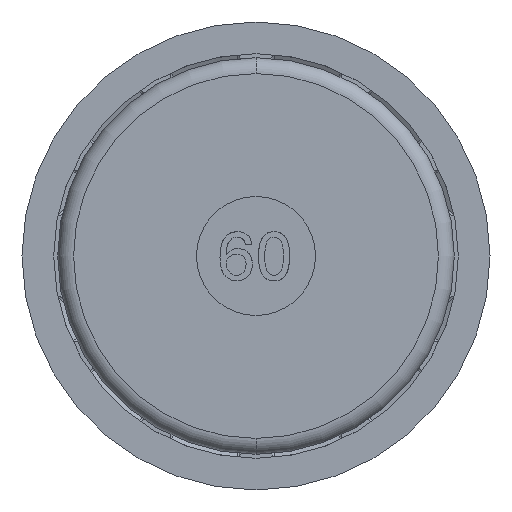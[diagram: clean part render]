
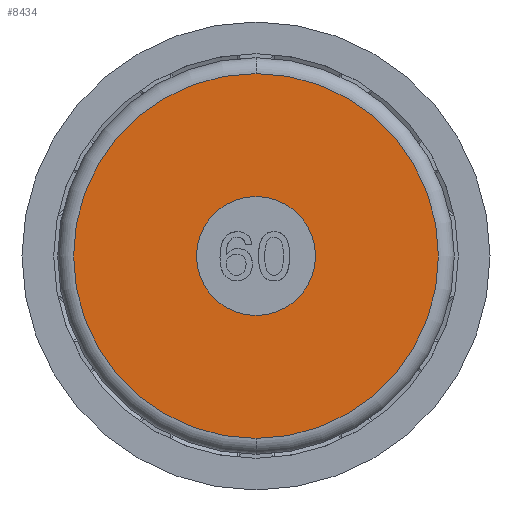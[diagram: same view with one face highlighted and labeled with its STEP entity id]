
A CAD part, front view. The second image highlights one B-rep face of the part: STEP entity #8434.
In plain terms, the highlighted planar face has unit normal (0, -1, 0).
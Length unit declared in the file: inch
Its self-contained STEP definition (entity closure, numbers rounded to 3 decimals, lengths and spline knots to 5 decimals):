
#812 = CARTESIAN_POINT ( 'NONE',  ( 1.88167, 0.56605, 1.56423 ) ) ;
#898 = AXIS2_PLACEMENT_3D ( 'NONE', #4974, #11995, #5991 ) ;
#1159 = DIRECTION ( 'NONE',  ( 0., 1., 0. ) ) ;
#1335 = EDGE_LOOP ( 'NONE', ( #12457, #8002 ) ) ;
#1818 = DIRECTION ( 'NONE',  ( 0., -1., 0. ) ) ;
#1843 = VERTEX_POINT ( 'NONE', #10134 ) ;
#1941 = CARTESIAN_POINT ( 'NONE',  ( 1.58639, 0.56605, 1.56423 ) ) ;
#2117 = ORIENTED_EDGE ( 'NONE', *, *, #2217, .T. ) ;
#2172 = EDGE_CURVE ( 'NONE', #3227, #1843, #5047, .T. ) ;
#2217 = EDGE_CURVE ( 'NONE', #1843, #3227, #4430, .T. ) ;
#2326 = CARTESIAN_POINT ( 'NONE',  ( 1.58639, 0.56605, 1.8595 ) ) ;
#2335 = CARTESIAN_POINT ( 'NONE',  ( 1.58639, 0.56605, 0.65871 ) ) ;
#2341 = AXIS2_PLACEMENT_3D ( 'NONE', #812, #1818, #8775 ) ;
#2392 = FACE_OUTER_BOUND ( 'NONE', #1335, .T. ) ;
#2552 = EDGE_CURVE ( 'NONE', #3366, #2745, #10524, .T. ) ;
#2705 = ORIENTED_EDGE ( 'NONE', *, *, #2172, .T. ) ;
#2745 = VERTEX_POINT ( 'NONE', #2335 ) ;
#2945 = DIRECTION ( 'NONE',  ( 0., 0., -1. ) ) ;
#3227 = VERTEX_POINT ( 'NONE', #2326 ) ;
#3366 = VERTEX_POINT ( 'NONE', #11729 ) ;
#3561 = AXIS2_PLACEMENT_3D ( 'NONE', #7113, #1159, #8110 ) ;
#3947 = AXIS2_PLACEMENT_3D ( 'NONE', #1941, #8897, #2945 ) ;
#4430 = CIRCLE ( 'NONE', #3561, 0.29528 ) ;
#4974 = CARTESIAN_POINT ( 'NONE',  ( 1.58639, 0.56605, 1.56423 ) ) ;
#5047 = CIRCLE ( 'NONE', #898, 0.29528 ) ;
#5795 = DIRECTION ( 'NONE',  ( 0., 1., 0. ) ) ;
#5991 = DIRECTION ( 'NONE',  ( 0., 0., 1. ) ) ;
#7061 = EDGE_LOOP ( 'NONE', ( #2705, #2117 ) ) ;
#7113 = CARTESIAN_POINT ( 'NONE',  ( 1.58639, 0.56605, 1.56423 ) ) ;
#7310 = AXIS2_PLACEMENT_3D ( 'NONE', #11804, #5795, #12824 ) ;
#7375 = FACE_BOUND ( 'NONE', #7061, .T. ) ;
#8002 = ORIENTED_EDGE ( 'NONE', *, *, #2552, .F. ) ;
#8110 = DIRECTION ( 'NONE',  ( 0., 0., 1. ) ) ;
#8434 = ADVANCED_FACE ( 'NONE', ( #7375, #2392 ), #12807, .T. ) ;
#8775 = DIRECTION ( 'NONE',  ( 0., 0., -1. ) ) ;
#8897 = DIRECTION ( 'NONE',  ( 0., 1., 0. ) ) ;
#9966 = EDGE_CURVE ( 'NONE', #2745, #3366, #10475, .T. ) ;
#10134 = CARTESIAN_POINT ( 'NONE',  ( 1.58639, 0.56605, 1.26895 ) ) ;
#10475 = CIRCLE ( 'NONE', #3947, 0.90551 ) ;
#10524 = CIRCLE ( 'NONE', #7310, 0.90551 ) ;
#11729 = CARTESIAN_POINT ( 'NONE',  ( 1.58639, 0.56605, 2.46974 ) ) ;
#11804 = CARTESIAN_POINT ( 'NONE',  ( 1.58639, 0.56605, 1.56423 ) ) ;
#11995 = DIRECTION ( 'NONE',  ( 0., 1., 0. ) ) ;
#12457 = ORIENTED_EDGE ( 'NONE', *, *, #9966, .F. ) ;
#12807 = PLANE ( 'NONE',  #2341 ) ;
#12824 = DIRECTION ( 'NONE',  ( 0., 0., -1. ) ) ;
